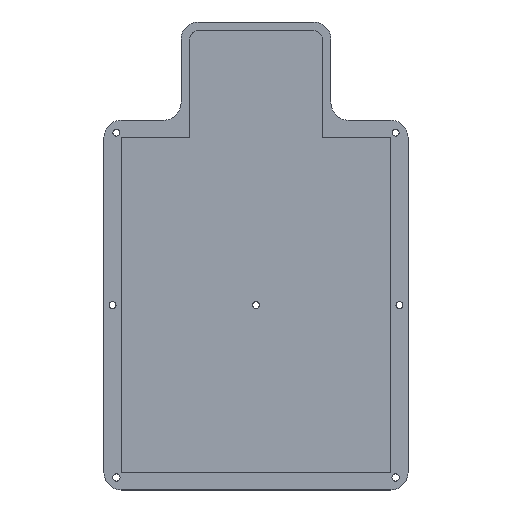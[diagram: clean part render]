
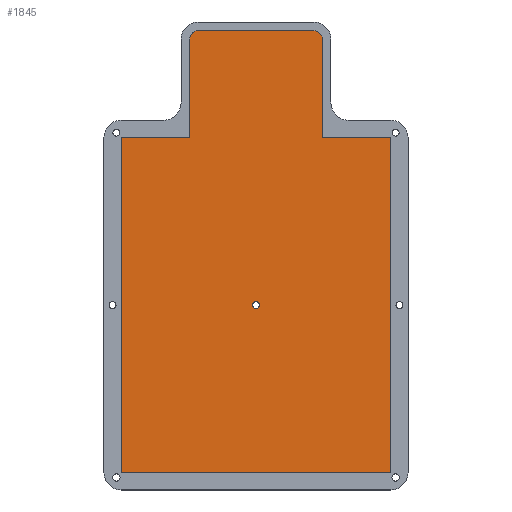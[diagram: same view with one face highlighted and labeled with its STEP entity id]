
A CAD part, top view. The second image highlights one B-rep face of the part: STEP entity #1845.
In plain terms, the highlighted planar face has unit normal (0, 0, 1).
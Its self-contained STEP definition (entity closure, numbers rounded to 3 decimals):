
#32=CARTESIAN_POINT('',(57.445,96.508,-108.));
#33=VERTEX_POINT('',#32);
#42=CARTESIAN_POINT('',(77.295,96.508,-108.));
#43=VERTEX_POINT('',#42);
#44=CARTESIAN_POINT('',(77.295,96.508,-108.));
#45=DIRECTION('',(-1.,0.,0.));
#46=VECTOR('',#45,19.85);
#47=LINE('',#44,#46);
#48=EDGE_CURVE('',#43,#33,#47,.T.);
#1643=CARTESIAN_POINT('',(18.945,96.508,-108.));
#1644=VERTEX_POINT('',#1643);
#1645=CARTESIAN_POINT('',(-0.905,96.508,-108.));
#1646=VERTEX_POINT('',#1645);
#1647=CARTESIAN_POINT('',(18.945,96.508,-108.));
#1648=DIRECTION('',(-1.,0.,0.));
#1649=VECTOR('',#1648,19.85);
#1650=LINE('',#1647,#1649);
#1651=EDGE_CURVE('',#1644,#1646,#1650,.T.);
#1675=CARTESIAN_POINT('',(77.295,-0.742,-108.));
#1676=VERTEX_POINT('',#1675);
#1677=CARTESIAN_POINT('',(77.295,96.508,-108.));
#1678=DIRECTION('',(0.,-1.,0.));
#1679=VECTOR('',#1678,97.25);
#1680=LINE('',#1677,#1679);
#1681=EDGE_CURVE('',#43,#1676,#1680,.T.);
#1698=CARTESIAN_POINT('',(-0.905,-0.742,-108.));
#1699=VERTEX_POINT('',#1698);
#1700=CARTESIAN_POINT('',(-0.905,-0.742,-108.));
#1701=DIRECTION('',(1.,0.,-0.));
#1702=VECTOR('',#1701,78.2);
#1703=LINE('',#1700,#1702);
#1704=EDGE_CURVE('',#1699,#1676,#1703,.T.);
#1722=CARTESIAN_POINT('',(-0.905,96.508,-108.));
#1723=DIRECTION('',(0.,-1.,0.));
#1724=VECTOR('',#1723,97.25);
#1725=LINE('',#1722,#1724);
#1726=EDGE_CURVE('',#1646,#1699,#1725,.T.);
#1734=CARTESIAN_POINT('',(0.,0.,-108.));
#1735=DIRECTION('',(0.,0.,1.));
#1736=DIRECTION('',(1.,0.,0.));
#1737=AXIS2_PLACEMENT_3D('',#1734,#1735,#1736);
#1738=PLANE('',#1737);
#1739=CARTESIAN_POINT('',(18.945,125.008,-108.));
#1740=VERTEX_POINT('',#1739);
#1741=CARTESIAN_POINT('',(18.945,96.508,-108.));
#1742=DIRECTION('',(0.,1.,0.));
#1743=VECTOR('',#1742,28.5);
#1744=LINE('',#1741,#1743);
#1745=EDGE_CURVE('',#1644,#1740,#1744,.T.);
#1746=ORIENTED_EDGE('',*,*,#1745,.F.);
#1747=ORIENTED_EDGE('',*,*,#1651,.T.);
#1748=ORIENTED_EDGE('',*,*,#1726,.T.);
#1749=ORIENTED_EDGE('',*,*,#1704,.T.);
#1750=ORIENTED_EDGE('',*,*,#1681,.F.);
#1751=ORIENTED_EDGE('',*,*,#48,.T.);
#1752=CARTESIAN_POINT('',(57.445,125.008,-108.));
#1753=VERTEX_POINT('',#1752);
#1754=CARTESIAN_POINT('',(57.445,125.008,-108.));
#1755=DIRECTION('',(0.,-1.,0.));
#1756=VECTOR('',#1755,28.5);
#1757=LINE('',#1754,#1756);
#1758=EDGE_CURVE('',#1753,#33,#1757,.T.);
#1759=ORIENTED_EDGE('',*,*,#1758,.F.);
#1760=CARTESIAN_POINT('',(56.758,126.73,-108.));
#1761=VERTEX_POINT('',#1760);
#1762=CARTESIAN_POINT('',(56.758,126.73,-108.));
#1763=CARTESIAN_POINT('',(56.85,126.632,-108.));
#1764=CARTESIAN_POINT('',(57.042,126.393,-108.));
#1765=CARTESIAN_POINT('',(57.261,125.984,-108.));
#1766=CARTESIAN_POINT('',(57.41,125.506,-108.));
#1767=CARTESIAN_POINT('',(57.445,125.179,-108.));
#1768=CARTESIAN_POINT('',(57.445,125.008,-108.));
#1769=B_SPLINE_CURVE_WITH_KNOTS('',3,(#1762,#1763,#1764,#1765,#1766,#1767,#1768),.UNSPECIFIED.,.F.,.F.,(4,1,1,1,4),(0.002,0.002,0.003,0.003,0.004),.UNSPECIFIED.);
#1770=EDGE_CURVE('',#1761,#1753,#1769,.T.);
#1771=ORIENTED_EDGE('',*,*,#1770,.F.);
#1772=CARTESIAN_POINT('',(56.685,126.803,-108.));
#1773=VERTEX_POINT('',#1772);
#1774=CARTESIAN_POINT('',(54.945,125.008,-108.));
#1775=DIRECTION('',(0.,0.,1.));
#1776=DIRECTION('',(1.,0.,-0.));
#1777=AXIS2_PLACEMENT_3D('',#1774,#1775,#1776);
#1778=CIRCLE('',#1777,2.5);
#1779=EDGE_CURVE('',#1761,#1773,#1778,.T.);
#1780=ORIENTED_EDGE('',*,*,#1779,.T.);
#1781=CARTESIAN_POINT('',(54.945,127.508,-108.));
#1782=VERTEX_POINT('',#1781);
#1783=CARTESIAN_POINT('',(54.945,127.508,-108.));
#1784=CARTESIAN_POINT('',(55.102,127.508,-108.));
#1785=CARTESIAN_POINT('',(55.428,127.475,-108.));
#1786=CARTESIAN_POINT('',(55.894,127.335,-108.));
#1787=CARTESIAN_POINT('',(56.324,127.109,-108.));
#1788=CARTESIAN_POINT('',(56.572,126.913,-108.));
#1789=CARTESIAN_POINT('',(56.685,126.803,-108.));
#1790=B_SPLINE_CURVE_WITH_KNOTS('',3,(#1783,#1784,#1785,#1786,#1787,#1788,#1789),.UNSPECIFIED.,.F.,.F.,(4,1,1,1,4),(0.,0.,0.001,0.001,0.002),.UNSPECIFIED.);
#1791=EDGE_CURVE('',#1782,#1773,#1790,.T.);
#1792=ORIENTED_EDGE('',*,*,#1791,.F.);
#1793=CARTESIAN_POINT('',(21.445,127.508,-108.));
#1794=VERTEX_POINT('',#1793);
#1795=CARTESIAN_POINT('',(21.445,127.508,-108.));
#1796=DIRECTION('',(1.,0.,-0.));
#1797=VECTOR('',#1796,33.5);
#1798=LINE('',#1795,#1797);
#1799=EDGE_CURVE('',#1794,#1782,#1798,.T.);
#1800=ORIENTED_EDGE('',*,*,#1799,.F.);
#1801=CARTESIAN_POINT('',(19.723,126.82,-108.));
#1802=VERTEX_POINT('',#1801);
#1803=CARTESIAN_POINT('',(19.723,126.82,-108.));
#1804=CARTESIAN_POINT('',(19.821,126.912,-108.));
#1805=CARTESIAN_POINT('',(20.06,127.104,-108.));
#1806=CARTESIAN_POINT('',(20.468,127.324,-108.));
#1807=CARTESIAN_POINT('',(20.947,127.472,-108.));
#1808=CARTESIAN_POINT('',(21.274,127.508,-108.));
#1809=CARTESIAN_POINT('',(21.445,127.508,-108.));
#1810=B_SPLINE_CURVE_WITH_KNOTS('',3,(#1803,#1804,#1805,#1806,#1807,#1808,#1809),.UNSPECIFIED.,.F.,.F.,(4,1,1,1,4),(0.002,0.002,0.003,0.003,0.004),.UNSPECIFIED.);
#1811=EDGE_CURVE('',#1802,#1794,#1810,.T.);
#1812=ORIENTED_EDGE('',*,*,#1811,.F.);
#1813=CARTESIAN_POINT('',(19.65,126.747,-108.));
#1814=VERTEX_POINT('',#1813);
#1815=CARTESIAN_POINT('',(21.445,125.008,-108.));
#1816=DIRECTION('',(0.,0.,1.));
#1817=DIRECTION('',(1.,0.,-0.));
#1818=AXIS2_PLACEMENT_3D('',#1815,#1816,#1817);
#1819=CIRCLE('',#1818,2.5);
#1820=EDGE_CURVE('',#1802,#1814,#1819,.T.);
#1821=ORIENTED_EDGE('',*,*,#1820,.T.);
#1822=CARTESIAN_POINT('',(18.945,125.008,-108.));
#1823=CARTESIAN_POINT('',(18.945,125.165,-108.));
#1824=CARTESIAN_POINT('',(18.977,125.491,-108.));
#1825=CARTESIAN_POINT('',(19.118,125.956,-108.));
#1826=CARTESIAN_POINT('',(19.344,126.387,-108.));
#1827=CARTESIAN_POINT('',(19.54,126.634,-108.));
#1828=CARTESIAN_POINT('',(19.65,126.747,-108.));
#1829=B_SPLINE_CURVE_WITH_KNOTS('',3,(#1822,#1823,#1824,#1825,#1826,#1827,#1828),.UNSPECIFIED.,.F.,.F.,(4,1,1,1,4),(0.,0.,0.001,0.001,0.002),.UNSPECIFIED.);
#1830=EDGE_CURVE('',#1740,#1814,#1829,.T.);
#1831=ORIENTED_EDGE('',*,*,#1830,.F.);
#1832=EDGE_LOOP('',(#1746,#1747,#1748,#1749,#1750,#1751,#1759,#1771,#1780,#1792,#1800,#1812,#1821,#1831));
#1833=FACE_BOUND('',#1832,.T.);
#1834=CARTESIAN_POINT('',(39.195,47.883,-108.));
#1835=VERTEX_POINT('',#1834);
#1836=CARTESIAN_POINT('',(38.195,47.883,-108.));
#1837=DIRECTION('',(-0.,-0.,-1.));
#1838=DIRECTION('',(1.,0.,-0.));
#1839=AXIS2_PLACEMENT_3D('',#1836,#1837,#1838);
#1840=CIRCLE('',#1839,1.);
#1841=EDGE_CURVE('',#1835,#1835,#1840,.T.);
#1842=ORIENTED_EDGE('',*,*,#1841,.T.);
#1843=EDGE_LOOP('',(#1842));
#1844=FACE_BOUND('',#1843,.T.);
#1845=ADVANCED_FACE('',(#1833,#1844),#1738,.T.);
